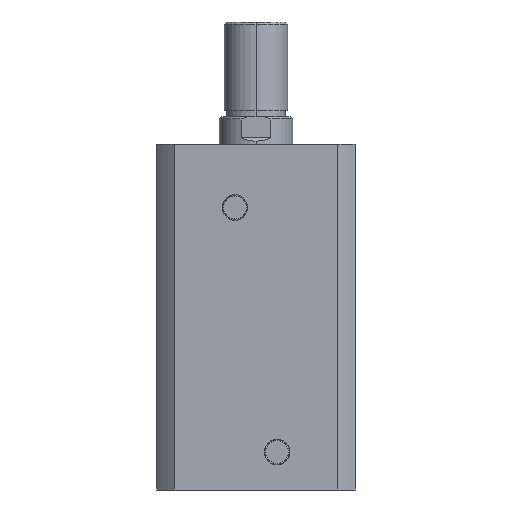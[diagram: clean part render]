
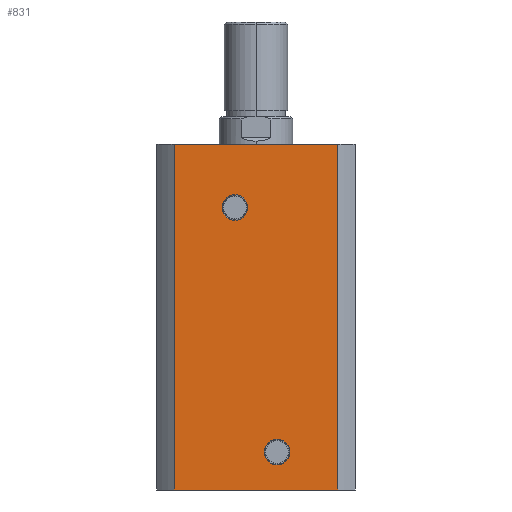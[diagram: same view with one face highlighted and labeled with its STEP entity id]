
A CAD part, left-side view. The second image highlights one B-rep face of the part: STEP entity #831.
In plain terms, the highlighted planar face has unit normal (-1, 0, 0).
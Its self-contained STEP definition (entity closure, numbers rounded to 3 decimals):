
#106 = FACE_OUTER_BOUND ( 'NONE', #1648, .T. ) ;
#120 = FACE_BOUND ( 'NONE', #1654, .T. ) ;
#123 = FACE_BOUND ( 'NONE', #1646, .T. ) ;
#392 = CARTESIAN_POINT ( 'NONE',  ( -47., 10., 134. ) ) ;
#393 = DIRECTION ( 'NONE',  ( -1., 0., 0. ) ) ;
#394 = DIRECTION ( 'NONE',  ( 0., 0., 1. ) ) ;
#561 = EDGE_CURVE ( 'NONE', #2404, #2397, #1577, .T. ) ;
#563 = EDGE_CURVE ( 'NONE', #1630, #1632, #1584, .T. ) ;
#565 = EDGE_CURVE ( 'NONE', #2305, #2304, #1672, .T. ) ;
#566 = EDGE_CURVE ( 'NONE', #2397, #2399, #1671, .T. ) ;
#567 = EDGE_CURVE ( 'NONE', #2304, #2305, #1673, .T. ) ;
#569 = EDGE_CURVE ( 'NONE', #2401, #2399, #1676, .T. ) ;
#571 = EDGE_CURVE ( 'NONE', #2404, #2401, #1679, .T. ) ;
#692 = EDGE_CURVE ( 'NONE', #1632, #1630, #1250, .T. ) ;
#831 = ADVANCED_FACE ( 'NONE', ( #120, #123, #106 ), #2640, .F. ) ;
#995 = ORIENTED_EDGE ( 'NONE', *, *, #561, .T. ) ;
#1250 = CIRCLE ( 'NONE', #3138, 6.06 ) ;
#1577 = LINE ( 'NONE', #3453, #1583 ) ;
#1583 = VECTOR ( 'NONE', #3449, 1000. ) ;
#1584 = CIRCLE ( 'NONE', #3183, 6.06 ) ;
#1630 = VERTEX_POINT ( 'NONE', #2773 ) ;
#1632 = VERTEX_POINT ( 'NONE', #2774 ) ;
#1646 = EDGE_LOOP ( 'NONE', ( #3305, #3306 ) ) ;
#1648 = EDGE_LOOP ( 'NONE', ( #3303, #3304, #3302, #995 ) ) ;
#1654 = EDGE_LOOP ( 'NONE', ( #1817, #3805 ) ) ;
#1671 = LINE ( 'NONE', #3465, #1674 ) ;
#1672 = CIRCLE ( 'NONE', #3182, 6.06 ) ;
#1673 = CIRCLE ( 'NONE', #3181, 6.06 ) ;
#1674 = VECTOR ( 'NONE', #3452, 1000. ) ;
#1676 = LINE ( 'NONE', #3474, #1680 ) ;
#1679 = LINE ( 'NONE', #3479, #1683 ) ;
#1680 = VECTOR ( 'NONE', #3476, 1000. ) ;
#1683 = VECTOR ( 'NONE', #3475, 1000. ) ;
#1817 = ORIENTED_EDGE ( 'NONE', *, *, #563, .F. ) ;
#1847 = AXIS2_PLACEMENT_3D ( 'NONE', #2638, #2633, #2642 ) ;
#1996 = CARTESIAN_POINT ( 'NONE',  ( -47., 38.884, 0. ) ) ;
#1998 = CARTESIAN_POINT ( 'NONE',  ( -47., -38.884, 0. ) ) ;
#2000 = CARTESIAN_POINT ( 'NONE',  ( -47., -38.884, 164. ) ) ;
#2003 = CARTESIAN_POINT ( 'NONE',  ( -47., 38.884, 164. ) ) ;
#2304 = VERTEX_POINT ( 'NONE', #2801 ) ;
#2305 = VERTEX_POINT ( 'NONE', #2797 ) ;
#2397 = VERTEX_POINT ( 'NONE', #1996 ) ;
#2399 = VERTEX_POINT ( 'NONE', #1998 ) ;
#2401 = VERTEX_POINT ( 'NONE', #2000 ) ;
#2404 = VERTEX_POINT ( 'NONE', #2003 ) ;
#2633 = DIRECTION ( 'NONE',  ( 1., 0., 0. ) ) ;
#2638 = CARTESIAN_POINT ( 'NONE',  ( -47., 0., 164. ) ) ;
#2640 = PLANE ( 'NONE',  #1847 ) ;
#2642 = DIRECTION ( 'NONE',  ( 0., 1., 0. ) ) ;
#2773 = CARTESIAN_POINT ( 'NONE',  ( -47., 10., 140.06 ) ) ;
#2774 = CARTESIAN_POINT ( 'NONE',  ( -47., 10., 127.94 ) ) ;
#2797 = CARTESIAN_POINT ( 'NONE',  ( -47., -10., 24.06 ) ) ;
#2801 = CARTESIAN_POINT ( 'NONE',  ( -47., -10., 11.94 ) ) ;
#3138 = AXIS2_PLACEMENT_3D ( 'NONE', #392, #393, #394 ) ;
#3181 = AXIS2_PLACEMENT_3D ( 'NONE', #3471, #3472, #3473 ) ;
#3182 = AXIS2_PLACEMENT_3D ( 'NONE', #3467, #3468, #3469 ) ;
#3183 = AXIS2_PLACEMENT_3D ( 'NONE', #3462, #3463, #3464 ) ;
#3302 = ORIENTED_EDGE ( 'NONE', *, *, #571, .F. ) ;
#3303 = ORIENTED_EDGE ( 'NONE', *, *, #566, .T. ) ;
#3304 = ORIENTED_EDGE ( 'NONE', *, *, #569, .F. ) ;
#3305 = ORIENTED_EDGE ( 'NONE', *, *, #565, .F. ) ;
#3306 = ORIENTED_EDGE ( 'NONE', *, *, #567, .F. ) ;
#3449 = DIRECTION ( 'NONE',  ( 0., 0., -1. ) ) ;
#3452 = DIRECTION ( 'NONE',  ( 0., -1., 0. ) ) ;
#3453 = CARTESIAN_POINT ( 'NONE',  ( -47., 38.884, 164. ) ) ;
#3462 = CARTESIAN_POINT ( 'NONE',  ( -47., 10., 134. ) ) ;
#3463 = DIRECTION ( 'NONE',  ( -1., 0., 0. ) ) ;
#3464 = DIRECTION ( 'NONE',  ( 0., 0., 1. ) ) ;
#3465 = CARTESIAN_POINT ( 'NONE',  ( -47., 0., 0. ) ) ;
#3467 = CARTESIAN_POINT ( 'NONE',  ( -47., -10., 18. ) ) ;
#3468 = DIRECTION ( 'NONE',  ( -1., 0., 0. ) ) ;
#3469 = DIRECTION ( 'NONE',  ( 0., 0., 1. ) ) ;
#3471 = CARTESIAN_POINT ( 'NONE',  ( -47., -10., 18. ) ) ;
#3472 = DIRECTION ( 'NONE',  ( -1., 0., 0. ) ) ;
#3473 = DIRECTION ( 'NONE',  ( 0., 0., 1. ) ) ;
#3474 = CARTESIAN_POINT ( 'NONE',  ( -47., -38.884, 164. ) ) ;
#3475 = DIRECTION ( 'NONE',  ( 0., -1., 0. ) ) ;
#3476 = DIRECTION ( 'NONE',  ( 0., 0., -1. ) ) ;
#3479 = CARTESIAN_POINT ( 'NONE',  ( -47., 0., 164. ) ) ;
#3805 = ORIENTED_EDGE ( 'NONE', *, *, #692, .F. ) ;
